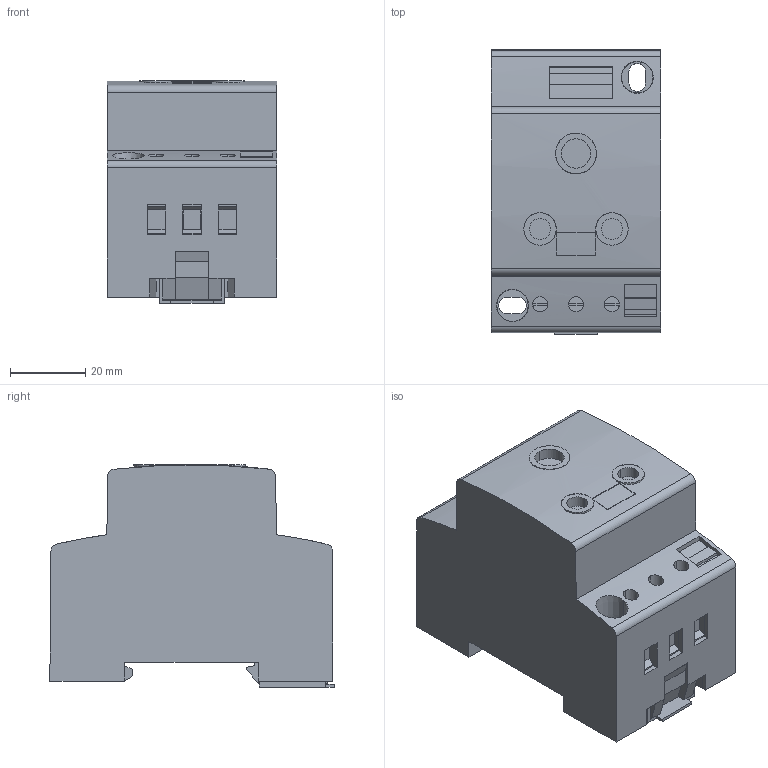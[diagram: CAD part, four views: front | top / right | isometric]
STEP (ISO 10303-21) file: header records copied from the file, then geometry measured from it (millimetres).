
FILE_DESCRIPTION(('Creo Elements/Direct Modeling STEP Export'),'2;1');
FILE_NAME('model.stp','2020-09-04T 0:30:59',(''),(''),'Creo Elements/Direct Modeling STEP processor for AP214 (Solid Model)','Creo Elements/Direct Modeling 20.1A 29-Sep-2018 (C) Parametric Technology GmbH','');
FILE_SCHEMA(('AUTOMOTIVE_DESIGN { 1 0 10303 214 1 1 1 1 }'));
Length unit declared in the file: millimetre
Products named in the file (2): 0804001_EO_D_UT_GN-select
Assembly tree (1 placements, depth 2):
  0804001_EO_D_UT_GN-select
    0804001_EO_D_UT_GN-select
Bounding box: 45 x 75.48 x 59.15 mm (x, y, z)
Volume: 154363 mm3; surface area: 22223.8 mm2
Topology: 1 solids, 1 shells, 186 faces, 503 edges, 334 vertices
Faces by surface type: plane 150, cylinder 32, cone 4
Entity records: 9041 total; most frequent: CARTESIAN_POINT 4056, ORIENTED_EDGE 1006, DIRECTION 849, EDGE_CURVE 503, VECTOR 395, LINE 395, VERTEX_POINT 334, AXIS2_PLACEMENT_3D 227
